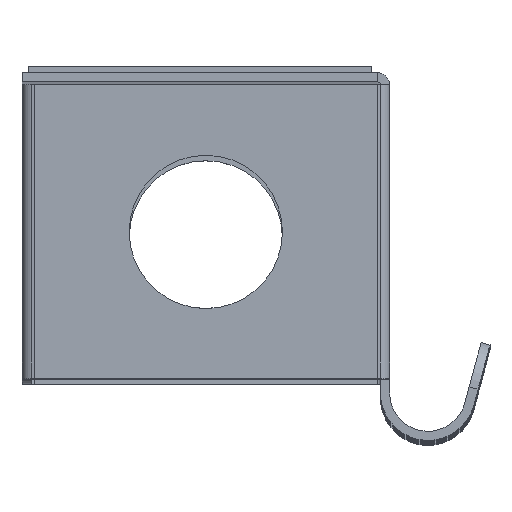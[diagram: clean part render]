
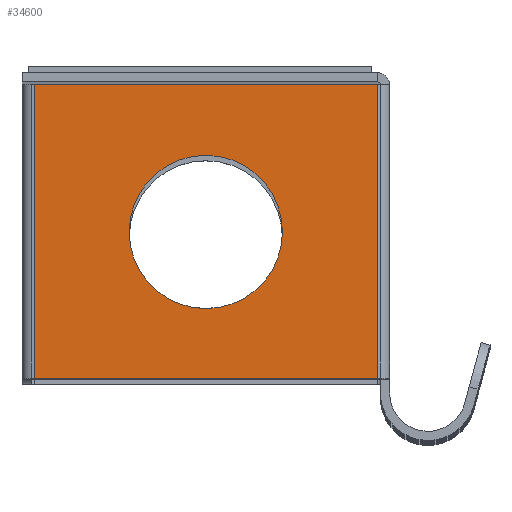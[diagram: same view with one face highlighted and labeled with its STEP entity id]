
A CAD part, top view. The second image highlights one B-rep face of the part: STEP entity #34600.
In plain terms, the highlighted planar face has unit normal (0, 0, 1).
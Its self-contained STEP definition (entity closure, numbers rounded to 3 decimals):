
#25840=CARTESIAN_POINT('',(-0.5,57.,509.5));
#25850=VERTEX_POINT('',#25840);
#25880=CARTESIAN_POINT('',(0.,57.,509.5));
#25890=DIRECTION('',(1.,0.,0.));
#25900=VECTOR('',#25890,1.);
#25910=LINE('',#25880,#25900);
#25920=CARTESIAN_POINT('',(-56.5,57.,509.5));
#25930=VERTEX_POINT('',#25920);
#25940=EDGE_CURVE('',#25930,#25850,#25910,.T.);
#33250=CARTESIAN_POINT('',(-16.,33.,509.5));
#33260=VERTEX_POINT('',#33250);
#33290=CARTESIAN_POINT('',(-28.5,33.,509.5));
#33300=DIRECTION('',(0.,0.,1.));
#33310=DIRECTION('',(1.,0.,0.));
#33320=AXIS2_PLACEMENT_3D('',#33290,#33300,#33310);
#33330=CIRCLE('',#33320,12.5);
#33340=CARTESIAN_POINT('',(-41.,33.,509.5));
#33350=VERTEX_POINT('',#33340);
#33360=EDGE_CURVE('',#33350,#33260,#33330,.T.);
#34250=CARTESIAN_POINT('',(0.,0.,509.5));
#34260=DIRECTION('',(0.,0.,1.));
#34270=DIRECTION('',(1.,0.,0.));
#34280=AXIS2_PLACEMENT_3D('',#34250,#34260,#34270);
#34290=PLANE('',#34280);
#34300=EDGE_CURVE('',#33260,#33350,#33330,.T.);
#34310=ORIENTED_EDGE('',*,*,#34300,.F.);
#34320=ORIENTED_EDGE('',*,*,#33360,.F.);
#34330=EDGE_LOOP('',(#34320,#34310));
#34340=FACE_BOUND('',#34330,.T.);
#34350=CARTESIAN_POINT('',(0.,9.,509.5));
#34360=DIRECTION('',(-1.,0.,0.));
#34370=VECTOR('',#34360,1.);
#34380=LINE('',#34350,#34370);
#34390=CARTESIAN_POINT('',(-0.5,9.,509.5));
#34400=VERTEX_POINT('',#34390);
#34410=CARTESIAN_POINT('',(-56.5,9.,509.5));
#34420=VERTEX_POINT('',#34410);
#34430=EDGE_CURVE('',#34400,#34420,#34380,.T.);
#34440=ORIENTED_EDGE('',*,*,#34430,.F.);
#34450=CARTESIAN_POINT('',(-56.5,0.,509.5));
#34460=DIRECTION('',(0.,-1.,0.));
#34470=VECTOR('',#34460,1.);
#34480=LINE('',#34450,#34470);
#34490=EDGE_CURVE('',#25930,#34420,#34480,.T.);
#34500=ORIENTED_EDGE('',*,*,#34490,.T.);
#34510=ORIENTED_EDGE('',*,*,#25940,.F.);
#34520=CARTESIAN_POINT('',(-0.5,0.,509.5));
#34530=DIRECTION('',(0.,-1.,0.));
#34540=VECTOR('',#34530,1.);
#34550=LINE('',#34520,#34540);
#34560=EDGE_CURVE('',#25850,#34400,#34550,.T.);
#34570=ORIENTED_EDGE('',*,*,#34560,.F.);
#34580=EDGE_LOOP('',(#34570,#34510,#34500,#34440));
#34590=FACE_OUTER_BOUND('',#34580,.T.);
#34600=ADVANCED_FACE('',(#34340,#34590),#34290,.T.);
